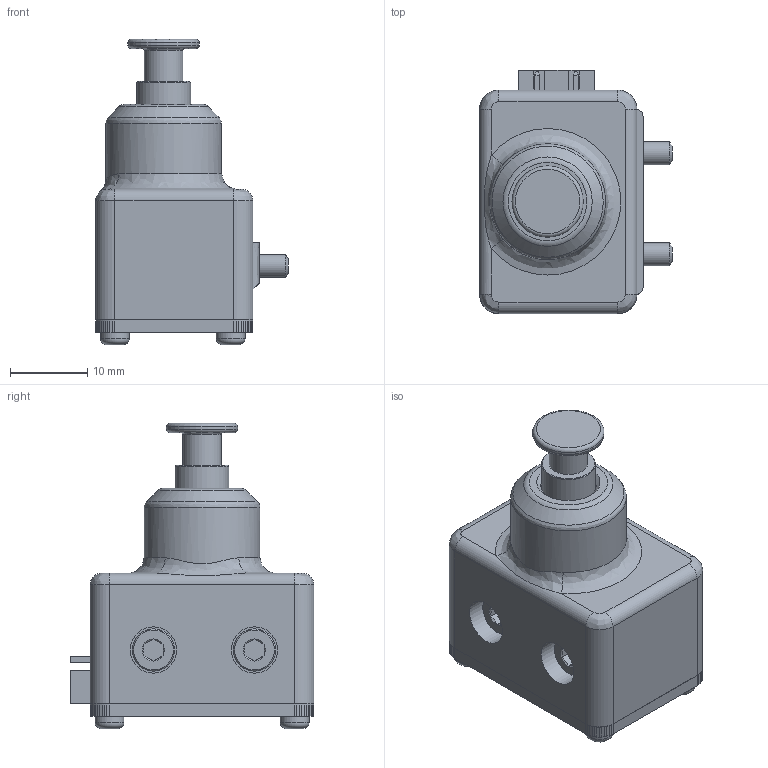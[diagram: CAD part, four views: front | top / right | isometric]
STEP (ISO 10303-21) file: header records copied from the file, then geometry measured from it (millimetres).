
FILE_DESCRIPTION(/* description */ (''),/* implementation_level */ '2;1');
FILE_NAME(/* name */ 'ZopStopPlastic.step',/* time_stamp */ '2023-10-26T18:01:31-07:00',/* author */ (''),/* organization */ (''),/* preprocessor_version */ 'ST-DEVELOPER v20',/* originating_system */ 'Autodesk Translation Framework v12.14.0.127',/* authorisation */ '');
FILE_SCHEMA (('AUTOMOTIVE_DESIGN { 1 0 10303 214 3 1 1 }'));
Length unit declared in the file: millimetre
Products named in the file (18): V2_SexBolt_Z_Endstop; EndstopHousingBlank; Hardware (1) (1); 5x20 sex-bolt (1); M4x6 SHCS (1); M3x20 SHCS (1); 5x7x8 Sleeve Bearing (1); M2x10 self tapping (1); Main; ZopStopPCB v1; S3B-XH-A-LF--SN---3DModel-STEP-56544; COMPOUND (1); R_0805_2012Metric; D2FP-FN2; COMPOUND; ZopStop PCB; R_0805_2012Metric_1; SOLID
Assembly tree (23 placements, depth 4):
  V2_SexBolt_Z_Endstop
    EndstopHousingBlank
      Hardware (1) (1)
        M3x20 SHCS (1)  x2
        5x7x8 Sleeve Bearing (1)  x2
        5x20 sex-bolt (1)
        M4x6 SHCS (1)
        M2x10 self tapping (1)  x4
      Main
    ZopStopPCB v1
      S3B-XH-A-LF--SN---3DModel-STEP-56544
        COMPOUND (1)
      R_0805_2012Metric
        SOLID
      D2FP-FN2
        COMPOUND
      ZopStop PCB
      R_0805_2012Metric_1
        SOLID
Bounding box: 25 x 31.6 x 39.59 mm (x, y, z)
Volume: 12233 mm3; surface area: 9576.5 mm2
Topology: 24 solids, 24 shells, 769 faces, 2026 edges, 1330 vertices
Faces by surface type: plane 428, cylinder 207, bspline 93, cone 33, torus 8
Full cylindrical faces by diameter (mm): 0.7 x4, 1 x8, 1.2 x1, 1.28 x32, 1.6 x2, 1.7 x2, 2.2 x28, 3 x2, 3.4 x2, 3.5 x1, 3.75 x4, 3.9 x1, 5 x3, 5.5 x2, 6 x2, 6.2 x1, 6.8 x1, 7 x2, 7.2 x1, 8 x1, 9.25 x1, 15 x1
Entity records: 19817 total; most frequent: CARTESIAN_POINT 6046, ORIENTED_EDGE 2814, DIRECTION 2610, EDGE_CURVE 1407, LINE 1076, VECTOR 1076, VERTEX_POINT 923, AXIS2_PLACEMENT_3D 767
